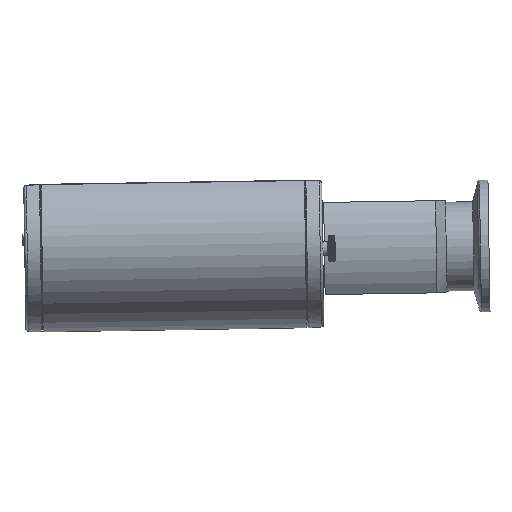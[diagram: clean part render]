
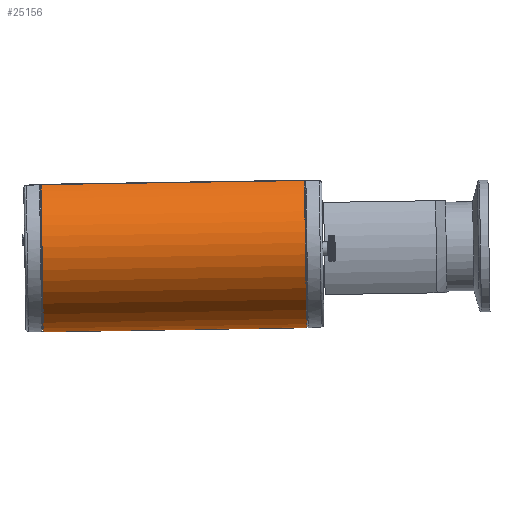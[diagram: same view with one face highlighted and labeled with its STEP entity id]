
A CAD part, left-side view. The second image highlights one B-rep face of the part: STEP entity #25156.
In plain terms, the highlighted free-form (B-spline) face has degree [3, 1] with [7, 2] control points.
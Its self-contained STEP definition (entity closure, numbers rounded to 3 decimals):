
#3038 = EDGE_CURVE ( 'NONE', #40223, #37820, #15287, .T. ) ;
#4318 = CARTESIAN_POINT ( 'NONE',  ( 0., 47.418, -49.306 ) ) ;
#5567 = LINE ( 'NONE', #45416, #27688 ) ;
#6295 = EDGE_CURVE ( 'NONE', #16332, #37820, #5567, .T. ) ;
#8002 = CARTESIAN_POINT ( 'NONE',  ( 22.876, -31.876, -3.329 ) ) ;
#8060 = CARTESIAN_POINT ( 'NONE',  ( 0., 47.418, -49.306 ) ) ;
#8432 = ORIENTED_EDGE ( 'NONE', *, *, #3038, .F. ) ;
#8529 = CARTESIAN_POINT ( 'NONE',  ( -35.035, -32.572, -48.063 ) ) ;
#8548 = CARTESIAN_POINT ( 'NONE',  ( -48.127, 47.817, -23.706 ) ) ;
#8791 = CARTESIAN_POINT ( 'NONE',  ( 0., -32.572, -48.063 ) ) ;
#9786 =( BOUNDED_CURVE ( )  B_SPLINE_CURVE ( 3, ( #8002, #49188, #45452, #8791, #8529, #15953, #36156 ),
 .UNSPECIFIED., .F., .F. ) 
 B_SPLINE_CURVE_WITH_KNOTS ( ( 4, 3, 4 ),
 ( 5.478, 7.854, 10.23 ),
 .UNSPECIFIED. ) 
 CURVE ( )  GEOMETRIC_REPRESENTATION_ITEM ( )  RATIONAL_B_SPLINE_CURVE ( ( 1., 0.582, 0.582, 1., 0.582, 0.582, 1. ) ) 
 REPRESENTATION_ITEM ( '' )  );
#11788 = CARTESIAN_POINT ( 'NONE',  ( 22.876, -31.876, -3.329 ) ) ;
#12786 = CARTESIAN_POINT ( 'NONE',  ( -22.876, 48.114, -4.573 ) ) ;
#14667 = DIRECTION ( 'NONE',  ( 0., -1., 0.016 ) ) ;
#15287 =( BOUNDED_CURVE ( )  B_SPLINE_CURVE ( 3, ( #40208, #23962, #23700, #8060, #24744, #48977, #48701 ),
 .UNSPECIFIED., .F., .F. ) 
 B_SPLINE_CURVE_WITH_KNOTS ( ( 4, 3, 4 ),
 ( 5.478, 7.854, 10.23 ),
 .UNSPECIFIED. ) 
 CURVE ( )  GEOMETRIC_REPRESENTATION_ITEM ( )  RATIONAL_B_SPLINE_CURVE ( ( 1., 0.582, 0.582, 1., 0.582, 0.582, 1. ) ) 
 REPRESENTATION_ITEM ( '' )  );
#15953 = CARTESIAN_POINT ( 'NONE',  ( -48.127, -32.174, -22.462 ) ) ;
#16332 = VERTEX_POINT ( 'NONE', #26819 ) ;
#17025 = CARTESIAN_POINT ( 'NONE',  ( -48.127, -32.174, -22.462 ) ) ;
#19284 = ORIENTED_EDGE ( 'NONE', *, *, #24856, .T. ) ;
#20482 = CARTESIAN_POINT ( 'NONE',  ( -35.035, -32.572, -48.063 ) ) ;
#20755 = CARTESIAN_POINT ( 'NONE',  ( 35.035, -32.572, -48.063 ) ) ;
#21744 = DIRECTION ( 'NONE',  ( 0., 1., -0.016 ) ) ;
#22117 = LINE ( 'NONE', #34877, #28326 ) ;
#23700 = CARTESIAN_POINT ( 'NONE',  ( 35.035, 47.418, -49.306 ) ) ;
#23962 = CARTESIAN_POINT ( 'NONE',  ( 48.127, 47.817, -23.706 ) ) ;
#24744 = CARTESIAN_POINT ( 'NONE',  ( -35.035, 47.418, -49.306 ) ) ;
#24856 = EDGE_CURVE ( 'NONE', #40223, #33350, #22117, .T. ) ;
#24979 = CARTESIAN_POINT ( 'NONE',  ( -22.876, -31.876, -3.329 ) ) ;
#25156 = ADVANCED_FACE ( 'NONE', ( #45472 ), #43844, .T. ) ;
#25248 = CARTESIAN_POINT ( 'NONE',  ( 0., -32.572, -48.063 ) ) ;
#26819 = CARTESIAN_POINT ( 'NONE',  ( -22.876, -31.876, -3.329 ) ) ;
#27688 = VECTOR ( 'NONE', #21744, 1000. ) ;
#28326 = VECTOR ( 'NONE', #14667, 1000. ) ;
#28999 = CARTESIAN_POINT ( 'NONE',  ( 48.127, -32.174, -22.462 ) ) ;
#30516 = ORIENTED_EDGE ( 'NONE', *, *, #41472, .T. ) ;
#33005 = CARTESIAN_POINT ( 'NONE',  ( -35.035, 47.418, -49.306 ) ) ;
#33350 = VERTEX_POINT ( 'NONE', #11788 ) ;
#34877 = CARTESIAN_POINT ( 'NONE',  ( 22.876, 48.114, -4.573 ) ) ;
#35541 = ORIENTED_EDGE ( 'NONE', *, *, #6295, .T. ) ;
#36156 = CARTESIAN_POINT ( 'NONE',  ( -22.876, -31.876, -3.329 ) ) ;
#37253 = CARTESIAN_POINT ( 'NONE',  ( 22.876, 48.114, -4.573 ) ) ;
#37509 = CARTESIAN_POINT ( 'NONE',  ( 35.035, 47.418, -49.306 ) ) ;
#37820 = VERTEX_POINT ( 'NONE', #45150 ) ;
#40208 = CARTESIAN_POINT ( 'NONE',  ( 22.876, 48.114, -4.573 ) ) ;
#40223 = VERTEX_POINT ( 'NONE', #49679 ) ;
#41472 = EDGE_CURVE ( 'NONE', #33350, #16332, #9786, .T. ) ;
#43844 =( BOUNDED_SURFACE ( )  B_SPLINE_SURFACE ( 3, 1, ( 
 ( #49209, #37253 ),
 ( #28999, #44675 ),
 ( #20755, #37509 ),
 ( #25248, #4318 ),
 ( #20482, #33005 ),
 ( #17025, #8548 ),
 ( #24979, #12786 ) ),
 .UNSPECIFIED., .F., .F., .F. ) 
 B_SPLINE_SURFACE_WITH_KNOTS ( ( 4, 3, 4 ),
 ( 2, 2 ),
 ( 0., 0.5, 1. ),
 ( 0., 1. ),
 .UNSPECIFIED. ) 
 GEOMETRIC_REPRESENTATION_ITEM ( )  RATIONAL_B_SPLINE_SURFACE ( (
 ( 1., 1.),
 ( 0.582, 0.582),
 ( 0.582, 0.582),
 ( 1., 1.),
 ( 0.582, 0.582),
 ( 0.582, 0.582),
 ( 1., 1.) ) ) 
 REPRESENTATION_ITEM ( '' )  SURFACE ( )  );
#44675 = CARTESIAN_POINT ( 'NONE',  ( 48.127, 47.817, -23.706 ) ) ;
#45150 = CARTESIAN_POINT ( 'NONE',  ( -22.876, 48.114, -4.573 ) ) ;
#45416 = CARTESIAN_POINT ( 'NONE',  ( -22.876, -31.876, -3.329 ) ) ;
#45452 = CARTESIAN_POINT ( 'NONE',  ( 35.035, -32.572, -48.063 ) ) ;
#45472 = FACE_OUTER_BOUND ( 'NONE', #46372, .T. ) ;
#46372 = EDGE_LOOP ( 'NONE', ( #8432, #19284, #30516, #35541 ) ) ;
#48701 = CARTESIAN_POINT ( 'NONE',  ( -22.876, 48.114, -4.573 ) ) ;
#48977 = CARTESIAN_POINT ( 'NONE',  ( -48.127, 47.817, -23.706 ) ) ;
#49188 = CARTESIAN_POINT ( 'NONE',  ( 48.127, -32.174, -22.462 ) ) ;
#49209 = CARTESIAN_POINT ( 'NONE',  ( 22.876, -31.876, -3.329 ) ) ;
#49679 = CARTESIAN_POINT ( 'NONE',  ( 22.876, 48.114, -4.573 ) ) ;
